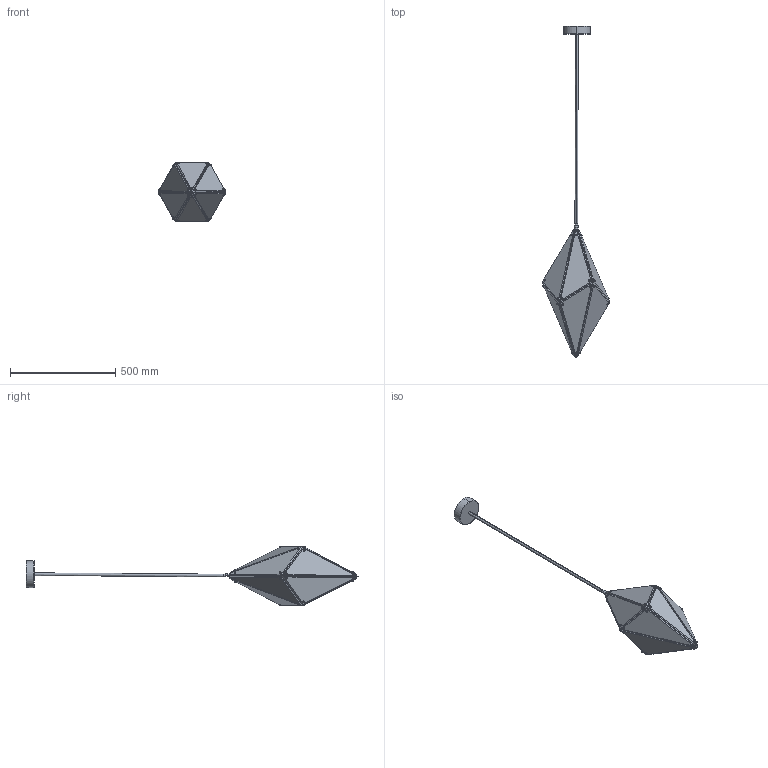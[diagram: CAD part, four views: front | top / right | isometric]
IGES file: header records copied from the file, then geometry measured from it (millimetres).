
Start section: SolidWorks IGES file using analytic representation for surfaces
Global section: file name: MAX24V - Maxhedron 24 inches - Vertical.IGS; native system: SolidWorks 2015; preprocessor: SolidWorks 2015; author: Design; date: 190325.155847; units: millimetre
Bounding box: 318.13 x 1577.42 x 284.92 mm (x, y, z)
Surface area: 790796.2 mm2 (no closed solid volume)
Topology: 0 solids, 2 shells, 554 faces, 1364 edges, 771 vertices
Faces by surface type: plane 326, revolution 228
